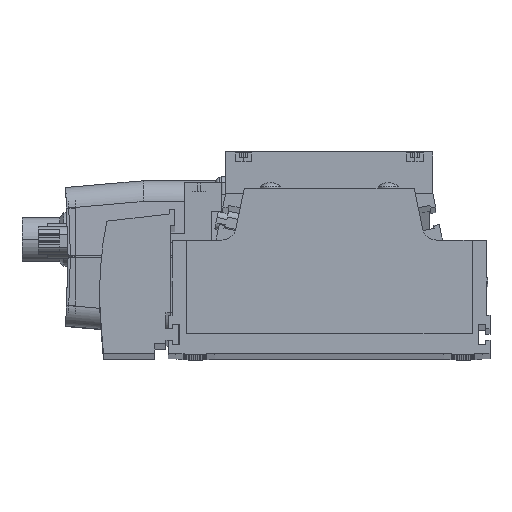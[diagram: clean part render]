
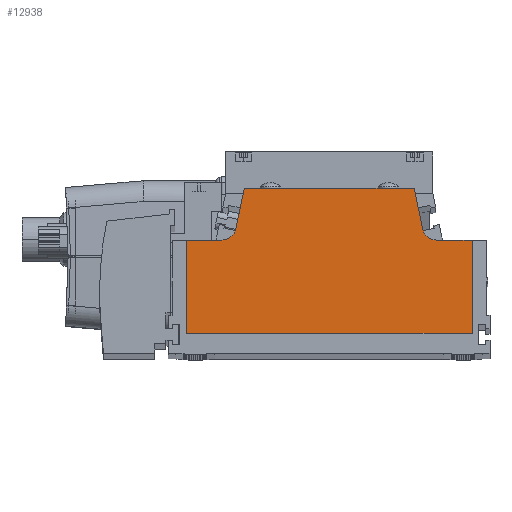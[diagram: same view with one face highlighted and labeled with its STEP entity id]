
A CAD part, top view. The second image highlights one B-rep face of the part: STEP entity #12938.
In plain terms, the highlighted planar face has unit normal (0, 0, 1).
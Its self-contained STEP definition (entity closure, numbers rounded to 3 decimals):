
#133 = VECTOR ( 'NONE', #8679, 1000. ) ;
#719 = EDGE_CURVE ( 'NONE', #20863, #21452, #20061, .T. ) ;
#930 = DIRECTION ( 'NONE',  ( -1., 0., 0. ) ) ;
#1828 = VERTEX_POINT ( 'NONE', #31801 ) ;
#1880 = DIRECTION ( 'NONE',  ( 1., 0., 0. ) ) ;
#2613 = VECTOR ( 'NONE', #21317, 1000. ) ;
#2864 = EDGE_CURVE ( 'NONE', #21919, #1828, #8462, .T. ) ;
#3086 = VERTEX_POINT ( 'NONE', #4488 ) ;
#3661 = CARTESIAN_POINT ( 'NONE',  ( -40., 3., 972.5 ) ) ;
#4081 = DIRECTION ( 'NONE',  ( 0., 0., -1. ) ) ;
#4430 = PLANE ( 'NONE',  #19084 ) ;
#4438 = CARTESIAN_POINT ( 'NONE',  ( -40., 3., 972.5 ) ) ;
#4488 = CARTESIAN_POINT ( 'NONE',  ( 40., -23.13, 972.5 ) ) ;
#4589 = DIRECTION ( 'NONE',  ( -1., 0., 0. ) ) ;
#5091 = CARTESIAN_POINT ( 'NONE',  ( -40., -23.13, 972.5 ) ) ;
#5584 = ORIENTED_EDGE ( 'NONE', *, *, #10608, .T. ) ;
#5801 = VERTEX_POINT ( 'NONE', #26986 ) ;
#5830 = ORIENTED_EDGE ( 'NONE', *, *, #16284, .F. ) ;
#6981 = VERTEX_POINT ( 'NONE', #22449 ) ;
#7131 = DIRECTION ( 'NONE',  ( 0., 0., -1. ) ) ;
#8462 = LINE ( 'NONE', #3661, #9724 ) ;
#8679 = DIRECTION ( 'NONE',  ( 0.204, -0.979, 0. ) ) ;
#8768 = EDGE_CURVE ( 'NONE', #22221, #20863, #22686, .T. ) ;
#9612 = EDGE_CURVE ( 'NONE', #5801, #6981, #24479, .T. ) ;
#9709 = DIRECTION ( 'NONE',  ( -1., 0., 0. ) ) ;
#9724 = VECTOR ( 'NONE', #930, 1000. ) ;
#9763 = DIRECTION ( 'NONE',  ( 0., 0., -1. ) ) ;
#10608 = EDGE_CURVE ( 'NONE', #22221, #21919, #25044, .T. ) ;
#11146 = ORIENTED_EDGE ( 'NONE', *, *, #24590, .F. ) ;
#11992 = DIRECTION ( 'NONE',  ( -1., 0., 0. ) ) ;
#12439 = DIRECTION ( 'NONE',  ( 0., -1., 0. ) ) ;
#12757 = CARTESIAN_POINT ( 'NONE',  ( 40., 84.488, 972.5 ) ) ;
#12912 = CARTESIAN_POINT ( 'NONE',  ( -30.049, 3., 972.5 ) ) ;
#12938 = ADVANCED_FACE ( 'NONE', ( #22100 ), #4430, .F. ) ;
#13057 = DIRECTION ( 'NONE',  ( -1., 0., 0. ) ) ;
#13599 = LINE ( 'NONE', #29056, #2613 ) ;
#14160 = EDGE_CURVE ( 'NONE', #21974, #5801, #17492, .T. ) ;
#14288 = ORIENTED_EDGE ( 'NONE', *, *, #21979, .T. ) ;
#15682 = ORIENTED_EDGE ( 'NONE', *, *, #14160, .T. ) ;
#15691 = AXIS2_PLACEMENT_3D ( 'NONE', #33546, #7131, #9709 ) ;
#16284 = EDGE_CURVE ( 'NONE', #21974, #3086, #25464, .T. ) ;
#16881 = CARTESIAN_POINT ( 'NONE',  ( -26.797, 3., 972.5 ) ) ;
#17492 = LINE ( 'NONE', #4438, #25721 ) ;
#17712 = VECTOR ( 'NONE', #12439, 1000. ) ;
#18542 = LINE ( 'NONE', #23840, #33799 ) ;
#18579 = CARTESIAN_POINT ( 'NONE',  ( 40., 3., 972.5 ) ) ;
#18958 = CARTESIAN_POINT ( 'NONE',  ( 23.784, 17.45, 972.5 ) ) ;
#19084 = AXIS2_PLACEMENT_3D ( 'NONE', #30021, #9763, #11992 ) ;
#19690 = EDGE_CURVE ( 'NONE', #3086, #23027, #18542, .T. ) ;
#20061 = LINE ( 'NONE', #27965, #32133 ) ;
#20123 = EDGE_LOOP ( 'NONE', ( #5830, #15682, #26097, #11146, #26963, #22253, #5584, #24287, #14288, #20852 ) ) ;
#20852 = ORIENTED_EDGE ( 'NONE', *, *, #19690, .F. ) ;
#20863 = VERTEX_POINT ( 'NONE', #21447 ) ;
#21317 = DIRECTION ( 'NONE',  ( 0., -1., 0. ) ) ;
#21447 = CARTESIAN_POINT ( 'NONE',  ( -23.784, 17.45, 972.5 ) ) ;
#21452 = VERTEX_POINT ( 'NONE', #24825 ) ;
#21919 = VERTEX_POINT ( 'NONE', #12912 ) ;
#21974 = VERTEX_POINT ( 'NONE', #18579 ) ;
#21979 = EDGE_CURVE ( 'NONE', #1828, #23027, #13599, .T. ) ;
#22100 = FACE_OUTER_BOUND ( 'NONE', #20123, .T. ) ;
#22221 = VERTEX_POINT ( 'NONE', #31283 ) ;
#22253 = ORIENTED_EDGE ( 'NONE', *, *, #8768, .F. ) ;
#22449 = CARTESIAN_POINT ( 'NONE',  ( 26.133, 6.184, 972.5 ) ) ;
#22686 = LINE ( 'NONE', #16881, #23873 ) ;
#23027 = VERTEX_POINT ( 'NONE', #5091 ) ;
#23840 = CARTESIAN_POINT ( 'NONE',  ( -40., -23.13, 972.5 ) ) ;
#23873 = VECTOR ( 'NONE', #27667, 1000. ) ;
#24287 = ORIENTED_EDGE ( 'NONE', *, *, #2864, .T. ) ;
#24479 = CIRCLE ( 'NONE', #15691, 4. ) ;
#24590 = EDGE_CURVE ( 'NONE', #21452, #6981, #26683, .T. ) ;
#24825 = CARTESIAN_POINT ( 'NONE',  ( 23.784, 17.45, 972.5 ) ) ;
#25044 = CIRCLE ( 'NONE', #25585, 4. ) ;
#25464 = LINE ( 'NONE', #12757, #17712 ) ;
#25585 = AXIS2_PLACEMENT_3D ( 'NONE', #27589, #4081, #30020 ) ;
#25721 = VECTOR ( 'NONE', #4589, 1000. ) ;
#26097 = ORIENTED_EDGE ( 'NONE', *, *, #9612, .T. ) ;
#26683 = LINE ( 'NONE', #18958, #133 ) ;
#26963 = ORIENTED_EDGE ( 'NONE', *, *, #719, .F. ) ;
#26986 = CARTESIAN_POINT ( 'NONE',  ( 30.049, 3., 972.5 ) ) ;
#27589 = CARTESIAN_POINT ( 'NONE',  ( -30.049, 7., 972.5 ) ) ;
#27667 = DIRECTION ( 'NONE',  ( 0.204, 0.979, 0. ) ) ;
#27965 = CARTESIAN_POINT ( 'NONE',  ( -23.784, 17.45, 972.5 ) ) ;
#29056 = CARTESIAN_POINT ( 'NONE',  ( -40., 84.488, 972.5 ) ) ;
#30020 = DIRECTION ( 'NONE',  ( -1., 0., 0. ) ) ;
#30021 = CARTESIAN_POINT ( 'NONE',  ( -40., 84.488, 972.5 ) ) ;
#31283 = CARTESIAN_POINT ( 'NONE',  ( -26.133, 6.184, 972.5 ) ) ;
#31801 = CARTESIAN_POINT ( 'NONE',  ( -40., 3., 972.5 ) ) ;
#32133 = VECTOR ( 'NONE', #1880, 1000. ) ;
#33546 = CARTESIAN_POINT ( 'NONE',  ( 30.049, 7., 972.5 ) ) ;
#33799 = VECTOR ( 'NONE', #13057, 1000. ) ;
